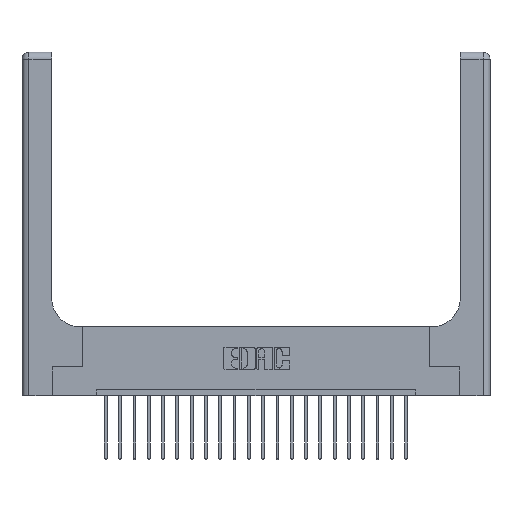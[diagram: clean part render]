
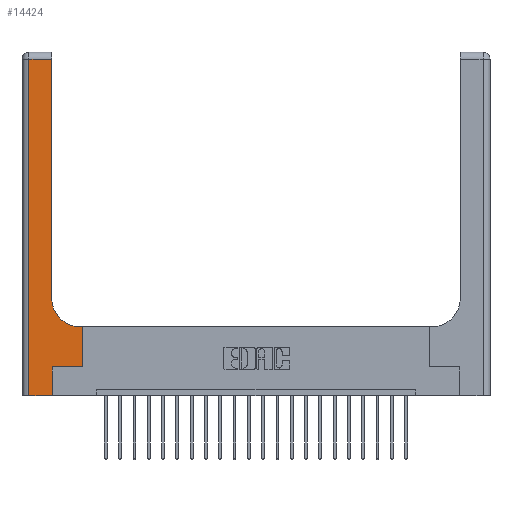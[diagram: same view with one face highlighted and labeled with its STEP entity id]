
A CAD part, top view. The second image highlights one B-rep face of the part: STEP entity #14424.
In plain terms, the highlighted planar face has unit normal (0, 0, 1).
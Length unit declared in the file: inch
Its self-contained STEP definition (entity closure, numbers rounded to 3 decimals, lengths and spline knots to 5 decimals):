
#300 = LINE ( 'NONE', #6530, #19037 ) ;
#331 = DIRECTION ( 'NONE',  ( 0., 0., -1. ) ) ;
#821 = CARTESIAN_POINT ( 'NONE',  ( 0.528, 0.6, 0.37 ) ) ;
#1046 = VERTEX_POINT ( 'NONE', #17351 ) ;
#1246 = CARTESIAN_POINT ( 'NONE',  ( 0.265, 0.25, 0.37 ) ) ;
#1311 = CARTESIAN_POINT ( 'NONE',  ( 0., 0., 0.37 ) ) ;
#1573 = VERTEX_POINT ( 'NONE', #7073 ) ;
#1685 = VERTEX_POINT ( 'NONE', #19504 ) ;
#2142 = ORIENTED_EDGE ( 'NONE', *, *, #12572, .T. ) ;
#2859 = EDGE_CURVE ( 'NONE', #1573, #14130, #20059, .T. ) ;
#3025 = EDGE_CURVE ( 'NONE', #1685, #10250, #300, .T. ) ;
#3033 = LINE ( 'NONE', #1246, #8484 ) ;
#3198 = VERTEX_POINT ( 'NONE', #13790 ) ;
#3519 = CIRCLE ( 'NONE', #5069, 0.25 ) ;
#4606 = DIRECTION ( 'NONE',  ( 1., 0., 0. ) ) ;
#4871 = ORIENTED_EDGE ( 'NONE', *, *, #16937, .T. ) ;
#4954 = CARTESIAN_POINT ( 'NONE',  ( 0.06, 0., 0.37 ) ) ;
#5069 = AXIS2_PLACEMENT_3D ( 'NONE', #18433, #331, #16828 ) ;
#5446 = ORIENTED_EDGE ( 'NONE', *, *, #2859, .T. ) ;
#5857 = ORIENTED_EDGE ( 'NONE', *, *, #18293, .T. ) ;
#6050 = CARTESIAN_POINT ( 'NONE',  ( 0.528, 0.25, 0.37 ) ) ;
#6530 = CARTESIAN_POINT ( 'NONE',  ( 0., 2.94, 0.37 ) ) ;
#6737 = CARTESIAN_POINT ( 'NONE',  ( 0.26, 0.6, 0.37 ) ) ;
#7073 = CARTESIAN_POINT ( 'NONE',  ( 0.528, 0.25, 0.37 ) ) ;
#7077 = ORIENTED_EDGE ( 'NONE', *, *, #14413, .T. ) ;
#7766 = CARTESIAN_POINT ( 'NONE',  ( 0.265, 0.25, 0.37 ) ) ;
#7812 = VECTOR ( 'NONE', #12949, 39.37008 ) ;
#7842 = EDGE_CURVE ( 'NONE', #14130, #1046, #14237, .T. ) ;
#8419 = DIRECTION ( 'NONE',  ( -1., 0., 0. ) ) ;
#8435 = DIRECTION ( 'NONE',  ( 0., 0., -1. ) ) ;
#8484 = VECTOR ( 'NONE', #4606, 39.37008 ) ;
#9360 = VECTOR ( 'NONE', #13862, 39.37008 ) ;
#9728 = PLANE ( 'NONE',  #18112 ) ;
#9866 = DIRECTION ( 'NONE',  ( -1., 0., 0. ) ) ;
#10250 = VERTEX_POINT ( 'NONE', #13135 ) ;
#10660 = CARTESIAN_POINT ( 'NONE',  ( 0.26, 3., 0.37 ) ) ;
#11241 = VECTOR ( 'NONE', #14472, 39.37008 ) ;
#11637 = DIRECTION ( 'NONE',  ( -1., 0., 0. ) ) ;
#11688 = ORIENTED_EDGE ( 'NONE', *, *, #16711, .T. ) ;
#12241 = LINE ( 'NONE', #10660, #19775 ) ;
#12348 = VERTEX_POINT ( 'NONE', #4954 ) ;
#12572 = EDGE_CURVE ( 'NONE', #10250, #12348, #20290, .T. ) ;
#12605 = EDGE_CURVE ( 'NONE', #14056, #1685, #12241, .T. ) ;
#12949 = DIRECTION ( 'NONE',  ( 1., 0., 0. ) ) ;
#13135 = CARTESIAN_POINT ( 'NONE',  ( 0.06, 2.94, 0.37 ) ) ;
#13790 = CARTESIAN_POINT ( 'NONE',  ( 0.265, 0., 0.37 ) ) ;
#13862 = DIRECTION ( 'NONE',  ( 0., -1., 0. ) ) ;
#14056 = VERTEX_POINT ( 'NONE', #15785 ) ;
#14085 = DIRECTION ( 'NONE',  ( 0., 1., 0. ) ) ;
#14130 = VERTEX_POINT ( 'NONE', #821 ) ;
#14237 = LINE ( 'NONE', #6737, #17612 ) ;
#14413 = EDGE_CURVE ( 'NONE', #12348, #3198, #17433, .T. ) ;
#14424 = ADVANCED_FACE ( 'NONE', ( #16910 ), #9728, .F. ) ;
#14472 = DIRECTION ( 'NONE',  ( 0., 1., 0. ) ) ;
#15104 = EDGE_LOOP ( 'NONE', ( #19461, #15176, #2142, #7077, #4871, #11688, #5446, #19856, #5857 ) ) ;
#15176 = ORIENTED_EDGE ( 'NONE', *, *, #3025, .T. ) ;
#15785 = CARTESIAN_POINT ( 'NONE',  ( 0.26, 0.85, 0.37 ) ) ;
#16512 = DIRECTION ( 'NONE',  ( 0., 1., 0. ) ) ;
#16711 = EDGE_CURVE ( 'NONE', #17435, #1573, #3033, .T. ) ;
#16828 = DIRECTION ( 'NONE',  ( 1., 0., 0. ) ) ;
#16910 = FACE_OUTER_BOUND ( 'NONE', #15104, .T. ) ;
#16937 = EDGE_CURVE ( 'NONE', #3198, #17435, #21481, .T. ) ;
#17054 = VECTOR ( 'NONE', #16512, 39.37008 ) ;
#17351 = CARTESIAN_POINT ( 'NONE',  ( 0.51, 0.6, 0.37 ) ) ;
#17433 = LINE ( 'NONE', #1311, #7812 ) ;
#17435 = VERTEX_POINT ( 'NONE', #7766 ) ;
#17612 = VECTOR ( 'NONE', #8419, 39.37008 ) ;
#18112 = AXIS2_PLACEMENT_3D ( 'NONE', #21374, #8435, #11637 ) ;
#18293 = EDGE_CURVE ( 'NONE', #1046, #14056, #3519, .T. ) ;
#18433 = CARTESIAN_POINT ( 'NONE',  ( 0.51, 0.85, 0.37 ) ) ;
#19037 = VECTOR ( 'NONE', #9866, 39.37008 ) ;
#19461 = ORIENTED_EDGE ( 'NONE', *, *, #12605, .T. ) ;
#19504 = CARTESIAN_POINT ( 'NONE',  ( 0.26, 2.94, 0.37 ) ) ;
#19775 = VECTOR ( 'NONE', #14085, 39.37008 ) ;
#19779 = CARTESIAN_POINT ( 'NONE',  ( 0.265, 0., 0.37 ) ) ;
#19856 = ORIENTED_EDGE ( 'NONE', *, *, #7842, .T. ) ;
#20059 = LINE ( 'NONE', #6050, #11241 ) ;
#20290 = LINE ( 'NONE', #20469, #9360 ) ;
#20469 = CARTESIAN_POINT ( 'NONE',  ( 0.06, 3., 0.37 ) ) ;
#21374 = CARTESIAN_POINT ( 'NONE',  ( 0., 3., 0.37 ) ) ;
#21481 = LINE ( 'NONE', #19779, #17054 ) ;
